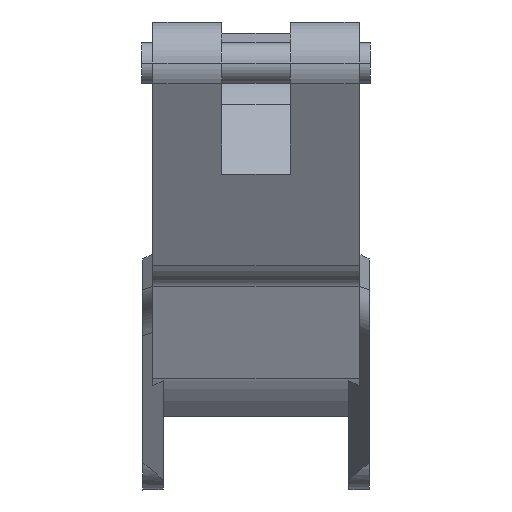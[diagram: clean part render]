
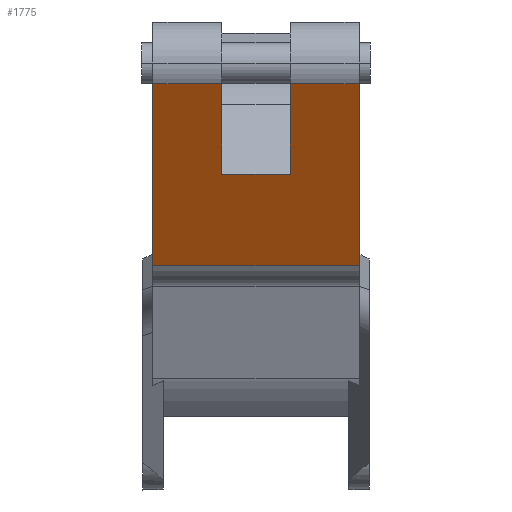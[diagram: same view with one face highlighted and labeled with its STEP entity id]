
A CAD part, top view. The second image highlights one B-rep face of the part: STEP entity #1775.
In plain terms, the highlighted planar face has unit normal (0, -0.504, 0.864).
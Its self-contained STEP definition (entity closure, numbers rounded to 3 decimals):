
#20 = DIRECTION ( 'NONE',  ( -1., 0., 0. ) ) ;
#43 = CARTESIAN_POINT ( 'NONE',  ( 75., 1599.418, -2741.859 ) ) ;
#48 = ORIENTED_EDGE ( 'NONE', *, *, #1433, .F. ) ;
#69 = VERTEX_POINT ( 'NONE', #1942 ) ;
#105 = ORIENTED_EDGE ( 'NONE', *, *, #1387, .T. ) ;
#158 = CARTESIAN_POINT ( 'NONE',  ( 25., 1413.884, -2850.087 ) ) ;
#179 = VECTOR ( 'NONE', #1658, 1000. ) ;
#181 = EDGE_CURVE ( 'NONE', #619, #69, #1997, .T. ) ;
#192 = DIRECTION ( 'NONE',  ( -1., 0., 0. ) ) ;
#195 = EDGE_CURVE ( 'NONE', #348, #69, #1670, .T. ) ;
#260 = LINE ( 'NONE', #900, #1725 ) ;
#261 = EDGE_CURVE ( 'NONE', #1197, #2057, #420, .T. ) ;
#298 = CARTESIAN_POINT ( 'NONE',  ( -75., 1413.884, -2850.087 ) ) ;
#348 = VERTEX_POINT ( 'NONE', #298 ) ;
#377 = DIRECTION ( 'NONE',  ( 0., 0.504, -0.864 ) ) ;
#420 = LINE ( 'NONE', #1751, #710 ) ;
#442 = CARTESIAN_POINT ( 'NONE',  ( -25., 1413.884, -2850.087 ) ) ;
#488 = VECTOR ( 'NONE', #1657, 1000. ) ;
#508 = ORIENTED_EDGE ( 'NONE', *, *, #1456, .F. ) ;
#553 = ORIENTED_EDGE ( 'NONE', *, *, #261, .T. ) ;
#567 = VECTOR ( 'NONE', #1364, 1000. ) ;
#619 = VERTEX_POINT ( 'NONE', #1019 ) ;
#705 = EDGE_CURVE ( 'NONE', #1018, #1197, #1701, .T. ) ;
#706 = CARTESIAN_POINT ( 'NONE',  ( 75., 1413.884, -2850.087 ) ) ;
#710 = VECTOR ( 'NONE', #1603, 1000. ) ;
#731 = DIRECTION ( 'NONE',  ( 0., -0.864, -0.504 ) ) ;
#740 = CARTESIAN_POINT ( 'NONE',  ( -25., 1599.418, -2741.859 ) ) ;
#777 = ORIENTED_EDGE ( 'NONE', *, *, #181, .F. ) ;
#870 = ORIENTED_EDGE ( 'NONE', *, *, #1923, .T. ) ;
#872 = CARTESIAN_POINT ( 'NONE',  ( 75., 1413.884, -2850.087 ) ) ;
#896 = FACE_OUTER_BOUND ( 'NONE', #1436, .T. ) ;
#897 = VERTEX_POINT ( 'NONE', #1708 ) ;
#900 = CARTESIAN_POINT ( 'NONE',  ( 75., 1599.418, -2741.859 ) ) ;
#906 = PLANE ( 'NONE',  #2034 ) ;
#979 = CARTESIAN_POINT ( 'NONE',  ( 75., 1413.884, -2850.087 ) ) ;
#1018 = VERTEX_POINT ( 'NONE', #706 ) ;
#1019 = CARTESIAN_POINT ( 'NONE',  ( 75., 1281.884, -2927.087 ) ) ;
#1024 = DIRECTION ( 'NONE',  ( 0., 0.864, 0.504 ) ) ;
#1047 = CARTESIAN_POINT ( 'NONE',  ( 25., 1348.415, -2888.277 ) ) ;
#1141 = VECTOR ( 'NONE', #20, 1000. ) ;
#1197 = VERTEX_POINT ( 'NONE', #158 ) ;
#1226 = ORIENTED_EDGE ( 'NONE', *, *, #195, .T. ) ;
#1302 = VECTOR ( 'NONE', #2074, 1000. ) ;
#1355 = VECTOR ( 'NONE', #192, 1000. ) ;
#1364 = DIRECTION ( 'NONE',  ( -1., 0., 0. ) ) ;
#1387 = EDGE_CURVE ( 'NONE', #2057, #897, #2030, .T. ) ;
#1433 = EDGE_CURVE ( 'NONE', #1873, #897, #1747, .T. ) ;
#1436 = EDGE_LOOP ( 'NONE', ( #105, #48, #870, #1226, #777, #508, #2107, #553 ) ) ;
#1456 = EDGE_CURVE ( 'NONE', #1018, #619, #260, .T. ) ;
#1500 = CARTESIAN_POINT ( 'NONE',  ( -75., 1599.418, -2741.859 ) ) ;
#1603 = DIRECTION ( 'NONE',  ( 0., -0.864, -0.504 ) ) ;
#1657 = DIRECTION ( 'NONE',  ( -1., 0., 0. ) ) ;
#1658 = DIRECTION ( 'NONE',  ( 0., -0.864, -0.504 ) ) ;
#1670 = LINE ( 'NONE', #1500, #179 ) ;
#1701 = LINE ( 'NONE', #872, #567 ) ;
#1708 = CARTESIAN_POINT ( 'NONE',  ( -25., 1348.415, -2888.277 ) ) ;
#1725 = VECTOR ( 'NONE', #731, 1000. ) ;
#1747 = LINE ( 'NONE', #740, #1302 ) ;
#1751 = CARTESIAN_POINT ( 'NONE',  ( 25., 1599.418, -2741.859 ) ) ;
#1775 = ADVANCED_FACE ( 'NONE', ( #896 ), #906, .F. ) ;
#1849 = CARTESIAN_POINT ( 'NONE',  ( 75., 1281.884, -2927.087 ) ) ;
#1862 = CARTESIAN_POINT ( 'NONE',  ( 75., 1348.415, -2888.277 ) ) ;
#1873 = VERTEX_POINT ( 'NONE', #442 ) ;
#1923 = EDGE_CURVE ( 'NONE', #1873, #348, #2110, .T. ) ;
#1942 = CARTESIAN_POINT ( 'NONE',  ( -75., 1281.884, -2927.087 ) ) ;
#1997 = LINE ( 'NONE', #1849, #1355 ) ;
#2030 = LINE ( 'NONE', #1862, #488 ) ;
#2034 = AXIS2_PLACEMENT_3D ( 'NONE', #43, #377, #1024 ) ;
#2057 = VERTEX_POINT ( 'NONE', #1047 ) ;
#2074 = DIRECTION ( 'NONE',  ( 0., -0.864, -0.504 ) ) ;
#2107 = ORIENTED_EDGE ( 'NONE', *, *, #705, .T. ) ;
#2110 = LINE ( 'NONE', #979, #1141 ) ;
